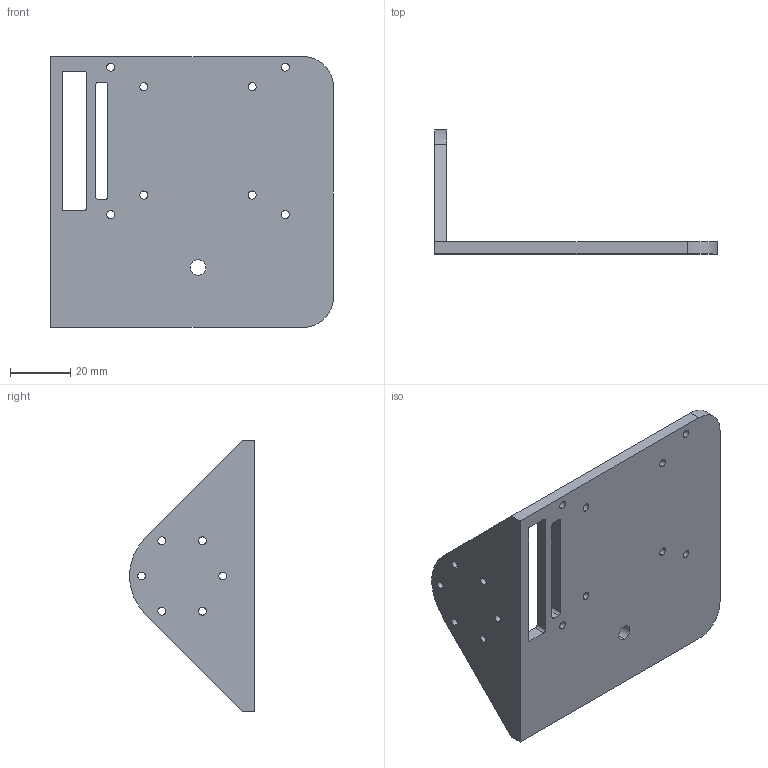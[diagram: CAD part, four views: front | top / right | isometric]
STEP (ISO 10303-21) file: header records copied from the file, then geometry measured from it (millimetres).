
FILE_DESCRIPTION (( 'STEP AP203' ), '1' );
FILE_NAME ('pitch蟀諉啣V2.STEP', '2025-06-11T03:55:03', ( '' ), ( '' ), 'SwSTEP 2.0', 'SolidWorks 2023', '' );
FILE_SCHEMA (( 'CONFIG_CONTROL_DESIGN' ));
Length unit declared in the file: millimetre
Products named in the file (1): pitch连接板V2
Bounding box: 94 x 41.43 x 90 mm (x, y, z)
Volume: 38951.8 mm3; surface area: 22332.1 mm2
Topology: 1 solids, 1 shells, 55 faces, 160 edges, 106 vertices
Faces by surface type: cylinder 39, plane 16
Entity records: 2001 total; most frequent: DIRECTION 350, CARTESIAN_POINT 322, ORIENTED_EDGE 320, EDGE_CURVE 160, AXIS2_PLACEMENT_3D 134, VERTEX_POINT 106, EDGE_LOOP 88, VECTOR 82
